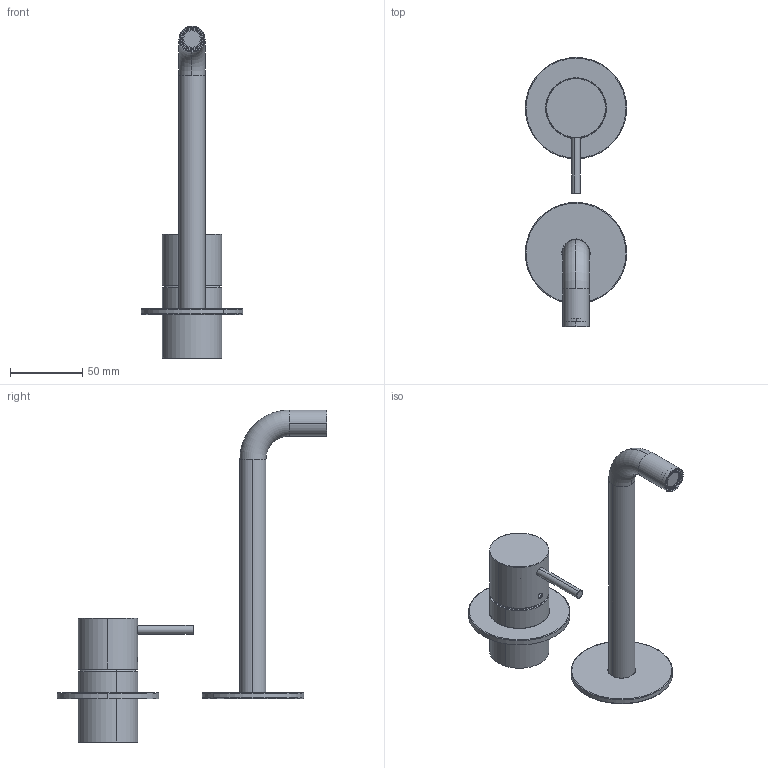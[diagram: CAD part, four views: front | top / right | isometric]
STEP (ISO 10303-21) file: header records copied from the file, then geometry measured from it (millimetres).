
FILE_DESCRIPTION (( 'STEP AP214' ), '1' );
FILE_NAME ('C35.0039 3D.STEP', '2023-01-19T10:30:11', ( '' ), ( '' ), 'SwSTEP 2.0', 'SolidWorks 2022', '' );
FILE_SCHEMA (( 'AUTOMOTIVE_DESIGN' ));
Length unit declared in the file: millimetre
Products named in the file (8): 0039.015.00; 0044.000.23; Areador M16.5x1; 0041.003.00; 0196-13-BICA_PAREDE_Ø18R25_T1.675.19; 0041.008.00; C35.0039 3D; 0041.001.00
Assembly tree (7 placements, depth 2):
  C35.0039 3D
    0041.001.00
    0041.003.00
    0041.008.00
    Areador M16.5x1
    0044.000.23
    0039.015.00
    0196-13-BICA_PAREDE_Ø18R25_T1.675.19
Bounding box: 70 x 186 x 229 mm (x, y, z)
Volume: 63225.1 mm3; surface area: 69451.2 mm2
Topology: 7 solids, 7 shells, 229 faces, 547 edges, 343 vertices
Faces by surface type: cylinder 90, plane 71, cone 44, torus 24
Entity records: 7526 total; most frequent: CARTESIAN_POINT 1615, DIRECTION 1285, ORIENTED_EDGE 1082, EDGE_CURVE 541, AXIS2_PLACEMENT_3D 539, VERTEX_POINT 343, CIRCLE 300, EDGE_LOOP 258
